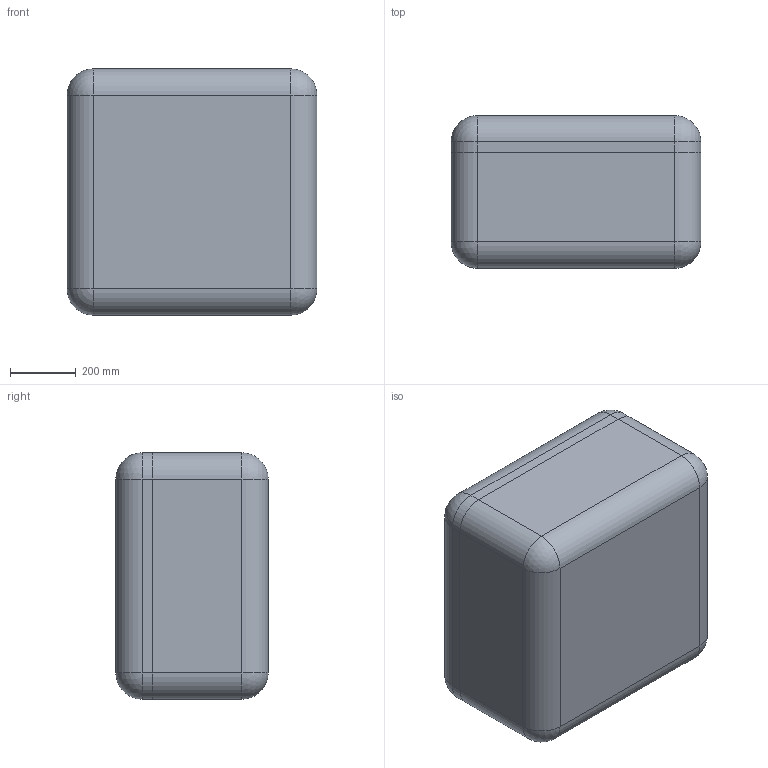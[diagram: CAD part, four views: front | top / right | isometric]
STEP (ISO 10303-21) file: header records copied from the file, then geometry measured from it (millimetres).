
FILE_DESCRIPTION (( 'STEP AP214' ), '1' );
FILE_NAME ('Ñáîðêà_Ê-789(óïð).STEP', '2023-06-23T12:14:55', ( '' ), ( '' ), 'SwSTEP 2.0', 'SolidWorks 2021', '' );
FILE_SCHEMA (( 'AUTOMOTIVE_DESIGN' ));
Products named in the file (3): Êðûøêà Ê-789-1; Ñáîðêà_Ê-789(óïð); Êîðïóñ Ê-789-1
Assembly tree (2 placements, depth 2):
  Ñáîðêà_Ê-789(óïð)
    Êîðïóñ Ê-789-1
    Êðûøêà Ê-789-1
Bounding box: 761.4 x 464.29 x 750.48 mm (x, y, z)
Volume: 130652926.4 mm3; surface area: 4258944 mm2
Topology: 2 solids, 10 shells, 2920 faces, 7382 edges, 4495 vertices
Faces by surface type: bspline 1032, plane 875, cylinder 764, torus 117, sphere 98, cone 34
Entity records: 126657 total; most frequent: CARTESIAN_POINT 66747, ORIENTED_EDGE 14682, DIRECTION 9327, EDGE_CURVE 7341, VERTEX_POINT 4495, AXIS2_PLACEMENT_3D 3302, EDGE_LOOP 3010, FACE_OUTER_BOUND 2920
